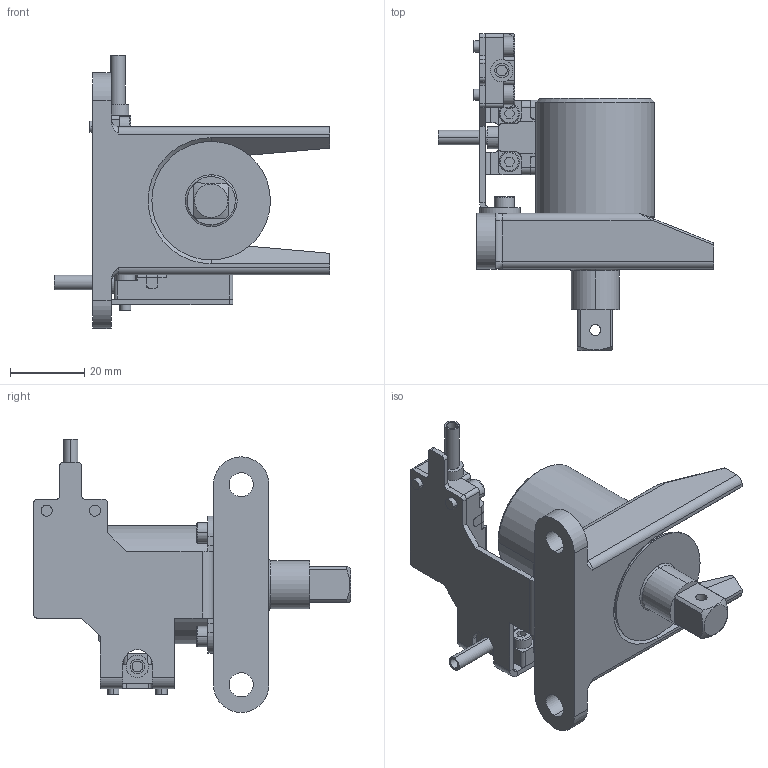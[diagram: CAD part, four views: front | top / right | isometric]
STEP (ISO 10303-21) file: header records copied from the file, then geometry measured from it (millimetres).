
FILE_DESCRIPTION((''),'2;1');
FILE_NAME('4027045003_ASM','2023-08-10T12:46:17',('a00528554'),(''),'CREO PARAMETRIC BY PTC INC, 2022414','CREO PARAMETRIC BY PTC INC, 2022414','');
FILE_SCHEMA(('CONFIG_CONTROL_DESIGN','GEOMETRIC_VALIDATION_PROPERTIES_MIM'));
Length unit declared in the file: millimetre
Products named in the file (13): 4027045160; 4027045150; 4027045161; 0211110500; 4027041492; 4027039126; 4027040175; 4027039336; 0517111100; 4027907184; 0108114400; 4027045300_ASM; 4027045003_ASM
Assembly tree (19 placements, depth 3):
  4027045003_ASM
    4027045160
    4027045150
    4027045161  x2
    0211110500  x6
    4027045300_ASM
      4027041492
      4027039126
      4027040175
      4027039336
      0517111100  x2
      4027907184
      0108114400
Bounding box: 74.35 x 85.55 x 73.7 mm (x, y, z)
Volume: 56312.1 mm3; surface area: 37620.9 mm2
Topology: 19 solids, 25 shells, 749 faces, 1931 edges, 1231 vertices
Faces by surface type: plane 351, cylinder 245, cone 55, extrusion 44, torus 36, bspline 12, sphere 6
Entity records: 39998 total; most frequent: CARTESIAN_POINT 25831, DIRECTION 2564, ORIENTED_EDGE 2510, EDGE_CURVE 1267, AXIS2_PLACEMENT_3D 912, VERTEX_POINT 811, VECTOR 740, LINE 718
